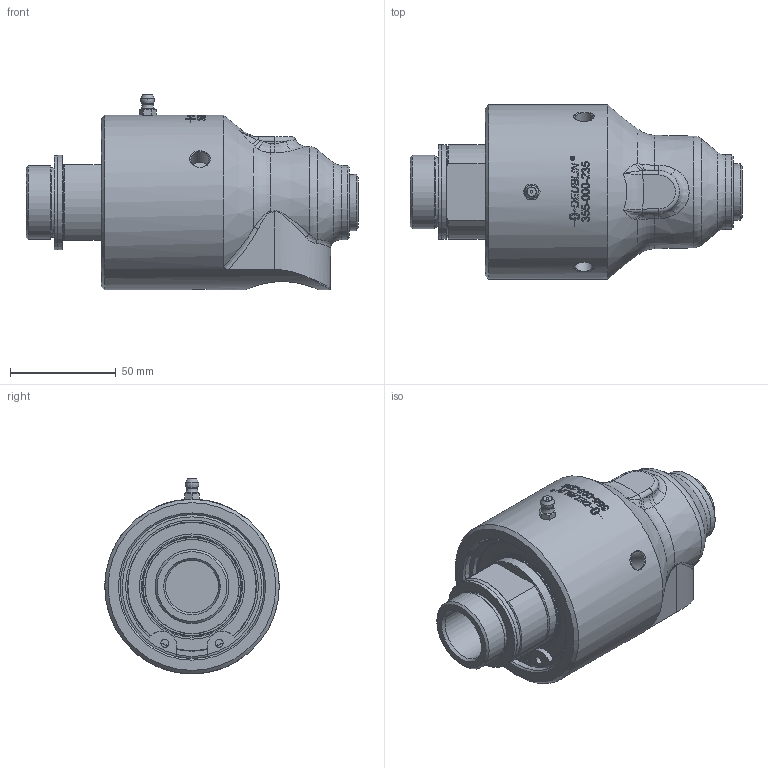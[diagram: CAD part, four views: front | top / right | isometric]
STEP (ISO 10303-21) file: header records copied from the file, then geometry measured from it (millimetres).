
FILE_DESCRIPTION(/* description */ (''),/* implementation_level */ '2;1');
FILE_NAME(/* name */ '355-000-235-IC.stp',/* time_stamp */ '2020-05-17T19:23:55-05:00',/* author */ ('Moorera'),/* organization */ (''),/* preprocessor_version */ 'ST-DEVELOPER v18.1',/* originating_system */ 'Autodesk Inventor 2020',/* authorisation */ '');
FILE_SCHEMA (('AUTOMOTIVE_DESIGN { 1 0 10303 214 3 1 1 }'));
Length unit declared in the file: millimetre
Products named in the file (1): 355-000-235-IC
Bounding box: 157.15 x 82.6 x 92.59 mm (x, y, z)
Volume: 486265.5 mm3; surface area: 53115.1 mm2
Topology: 1 solids, 4 shells, 530 faces, 1425 edges, 944 vertices
Faces by surface type: plane 239, bspline 169, cylinder 76, cone 29, torus 15, sphere 2
Full cylindrical faces by diameter (mm): 3 x1, 3.72 x2, 8.6 x3, 22.96 x1, 25 x1, 28.575 x1, 34.9 x2, 35 x1, 44.5 x1, 44.65 x2, 49.775 x1, 60.725 x1, 61.1 x1, 68 x1, 68.1 x1, 73.8 x1, 82.6 x1
Entity records: 22882 total; most frequent: CARTESIAN_POINT 10007, ORIENTED_EDGE 2844, DIRECTION 2343, EDGE_CURVE 1422, VERTEX_POINT 944, AXIS2_PLACEMENT_3D 934, EDGE_LOOP 583, FACE_OUTER_BOUND 530
